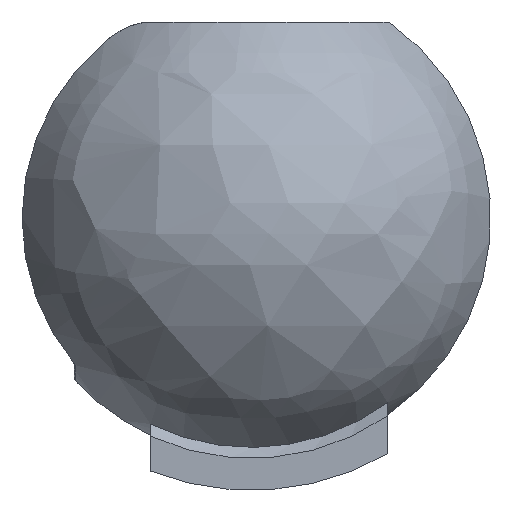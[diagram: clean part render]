
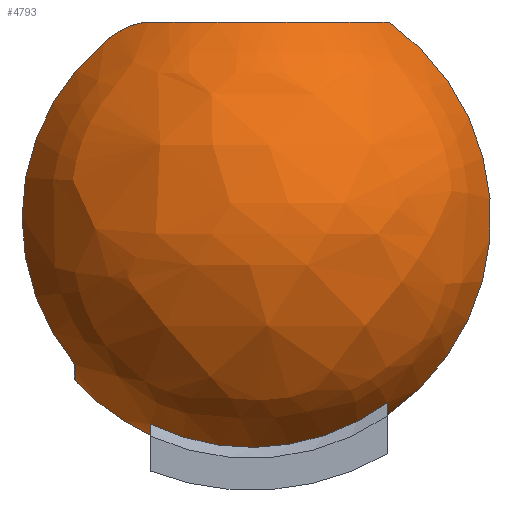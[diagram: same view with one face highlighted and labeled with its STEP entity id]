
A CAD part, front view. The second image highlights one B-rep face of the part: STEP entity #4793.
In plain terms, the highlighted free-form (B-spline) face has degree [3, 3] with [4, 4] control points.
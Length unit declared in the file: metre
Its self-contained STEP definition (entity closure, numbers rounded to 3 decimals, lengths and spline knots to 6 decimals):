
#771=CIRCLE('',#5085,0.088);
#776=CIRCLE('',#5090,0.088);
#786=CIRCLE('',#5100,0.057375);
#787=CIRCLE('',#5101,0.084212);
#788=CIRCLE('',#5102,0.0655);
#789=CIRCLE('',#5103,0.084232);
#790=CIRCLE('',#5104,0.084232);
#791=CIRCLE('',#5105,0.077227);
#831=(
BOUNDED_SURFACE()
B_SPLINE_SURFACE(3,3,((#6493,#6494,#6495,#6496),(#6497,#6498,#6499,#6500),
(#6501,#6502,#6503,#6504),(#6505,#6506,#6507,#6508)),.SPHERICAL_SURF.,.F.,
 .F.,.F.)
B_SPLINE_SURFACE_WITH_KNOTS((4,4),(4,4),(0.,0.816697),(0.081014,
0.437706),.PIECEWISE_BEZIER_KNOTS.)
GEOMETRIC_REPRESENTATION_ITEM()
RATIONAL_B_SPLINE_SURFACE(((0.728,0.407,0.425,
0.782),(0.463,0.259,0.27,
0.497),(0.414,0.231,0.242,
0.445),(0.582,0.325,0.34,
0.625)))
REPRESENTATION_ITEM('')
SURFACE()
);
#1097=ORIENTED_EDGE('',*,*,#2613,.F.);
#1098=ORIENTED_EDGE('',*,*,#2614,.T.);
#1099=ORIENTED_EDGE('',*,*,#2615,.T.);
#1100=ORIENTED_EDGE('',*,*,#2616,.T.);
#1101=ORIENTED_EDGE('',*,*,#2573,.T.);
#1102=ORIENTED_EDGE('',*,*,#2617,.F.);
#1103=ORIENTED_EDGE('',*,*,#2618,.T.);
#1104=ORIENTED_EDGE('',*,*,#2619,.T.);
#1105=ORIENTED_EDGE('',*,*,#2588,.T.);
#2573=EDGE_CURVE('',#3331,#3330,#771,.F.);
#2588=EDGE_CURVE('',#3346,#3345,#776,.F.);
#2613=EDGE_CURVE('',#3367,#3345,#786,.T.);
#2614=EDGE_CURVE('',#3367,#3368,#3758,.T.);
#2615=EDGE_CURVE('',#3368,#3369,#787,.F.);
#2616=EDGE_CURVE('',#3369,#3331,#788,.T.);
#2617=EDGE_CURVE('',#3370,#3330,#789,.F.);
#2618=EDGE_CURVE('',#3370,#3371,#790,.F.);
#2619=EDGE_CURVE('',#3371,#3346,#791,.F.);
#3330=VERTEX_POINT('',#6310);
#3331=VERTEX_POINT('',#6312);
#3345=VERTEX_POINT('',#6356);
#3346=VERTEX_POINT('',#6358);
#3367=VERTEX_POINT('',#6510);
#3368=VERTEX_POINT('',#6528);
#3369=VERTEX_POINT('',#6530);
#3370=VERTEX_POINT('',#6533);
#3371=VERTEX_POINT('',#6535);
#3758=B_SPLINE_CURVE_WITH_KNOTS('',3,(#6511,#6512,#6513,#6514,#6515,#6516,
#6517,#6518,#6519,#6520,#6521,#6522,#6523,#6524,#6525,#6526,#6527),
 .UNSPECIFIED.,.F.,.F.,(4,1,1,1,1,1,1,1,1,1,1,1,1,1,4),(0.,0.125,0.25,0.3125,
0.375,0.4375,0.46875,0.5,0.53125,0.5625,0.625,0.6875,0.75,0.875,1.),
 .UNSPECIFIED.);
#3998=EDGE_LOOP('',(#1097,#1098,#1099,#1100,#1101,#1102,#1103,#1104,#1105));
#4291=FACE_BOUND('',#3998,.T.);
#4793=ADVANCED_FACE('',(#4291),#831,.T.);
#5085=AXIS2_PLACEMENT_3D('',#6311,#5241,#5242);
#5090=AXIS2_PLACEMENT_3D('',#6357,#5256,#5257);
#5100=AXIS2_PLACEMENT_3D('',#6509,#5278,#5279);
#5101=AXIS2_PLACEMENT_3D('',#6529,#5280,#5281);
#5102=AXIS2_PLACEMENT_3D('',#6531,#5282,#5283);
#5103=AXIS2_PLACEMENT_3D('',#6532,#5284,#5285);
#5104=AXIS2_PLACEMENT_3D('',#6534,#5286,#5287);
#5105=AXIS2_PLACEMENT_3D('',#6536,#5288,#5289);
#5241=DIRECTION('',(0.,1.,0.));
#5242=DIRECTION('',(0.,0.,1.));
#5256=DIRECTION('',(0.,1.,0.));
#5257=DIRECTION('',(0.,0.,1.));
#5278=DIRECTION('',(0.,0.,1.));
#5279=DIRECTION('',(1.,0.,0.));
#5280=DIRECTION('',(0.,1.,0.));
#5281=DIRECTION('',(0.,0.,1.));
#5282=DIRECTION('',(1.,0.,0.));
#5283=DIRECTION('',(0.,0.,-1.));
#5284=DIRECTION('',(-1.,0.,0.));
#5285=DIRECTION('',(0.,0.,1.));
#5286=DIRECTION('',(0.,1.,0.));
#5287=DIRECTION('',(0.,0.,1.));
#5288=DIRECTION('',(-1.,0.,0.));
#5289=DIRECTION('',(0.,0.,1.));
#6310=CARTESIAN_POINT('',(-0.037,-0.026833,-0.079844));
#6311=CARTESIAN_POINT('',(0.,-0.026833,0.));
#6312=CARTESIAN_POINT('',(-0.064605,-0.026833,-0.059751));
#6356=CARTESIAN_POINT('',(0.050714,-0.026833,0.071917));
#6357=CARTESIAN_POINT('',(0.,-0.026833,0.));
#6358=CARTESIAN_POINT('',(0.05,-0.026833,-0.072415));
#6493=CARTESIAN_POINT('',(-0.05324,-0.021388,0.071917));
#6494=CARTESIAN_POINT('',(-0.028246,-0.083603,0.071917));
#6495=CARTESIAN_POINT('',(0.037176,-0.077694,0.071917));
#6496=CARTESIAN_POINT('',(0.055097,-0.016007,0.071917));
#6497=CARTESIAN_POINT('',(-0.107211,-0.04307,0.025514));
#6498=CARTESIAN_POINT('',(-0.05688,-0.168355,0.025514));
#6499=CARTESIAN_POINT('',(0.074862,-0.156455,0.025514));
#6500=CARTESIAN_POINT('',(0.110951,-0.032234,0.025514));
#6501=CARTESIAN_POINT('',(-0.103792,-0.041697,-0.053541));
#6502=CARTESIAN_POINT('',(-0.055066,-0.162987,-0.053541));
#6503=CARTESIAN_POINT('',(0.072475,-0.151466,-0.053541));
#6504=CARTESIAN_POINT('',(0.107413,-0.031206,-0.053541));
#6505=CARTESIAN_POINT('',(-0.032412,-0.013021,-0.085111));
#6506=CARTESIAN_POINT('',(-0.017196,-0.050897,-0.085111));
#6507=CARTESIAN_POINT('',(0.022632,-0.047299,-0.085111));
#6508=CARTESIAN_POINT('',(0.033543,-0.009745,-0.085111));
#6509=CARTESIAN_POINT('',(0.,0.,0.071917));
#6510=CARTESIAN_POINT('',(-0.037822,-0.043145,0.071917));
#6511=CARTESIAN_POINT('',(-0.037822,-0.043145,0.071917));
#6512=CARTESIAN_POINT('',(-0.038439,-0.042603,0.071917));
#6513=CARTESIAN_POINT('',(-0.039691,-0.041596,0.071835));
#6514=CARTESIAN_POINT('',(-0.041332,-0.040511,0.071524));
#6515=CARTESIAN_POINT('',(-0.042698,-0.039744,0.071146));
#6516=CARTESIAN_POINT('',(-0.043736,-0.039228,0.070802));
#6517=CARTESIAN_POINT('',(-0.044626,-0.03884,0.070457));
#6518=CARTESIAN_POINT('',(-0.045338,-0.038562,0.070154));
#6519=CARTESIAN_POINT('',(-0.045916,-0.038354,0.069892));
#6520=CARTESIAN_POINT('',(-0.046356,-0.038207,0.069681));
#6521=CARTESIAN_POINT('',(-0.046997,-0.038006,0.069361));
#6522=CARTESIAN_POINT('',(-0.04779,-0.037787,0.06894));
#6523=CARTESIAN_POINT('',(-0.048765,-0.037562,0.068378));
#6524=CARTESIAN_POINT('',(-0.050077,-0.037315,0.067564));
#6525=CARTESIAN_POINT('',(-0.051809,-0.037101,0.066375));
#6526=CARTESIAN_POINT('',(-0.053206,-0.037045,0.065281));
#6527=CARTESIAN_POINT('',(-0.053915,-0.037045,0.06469));
#6528=CARTESIAN_POINT('',(-0.053915,-0.037045,0.06469));
#6529=CARTESIAN_POINT('',(0.,-0.037045,0.));
#6530=CARTESIAN_POINT('',(-0.064605,-0.037045,-0.054017));
#6531=CARTESIAN_POINT('',(-0.064605,0.,0.));
#6532=CARTESIAN_POINT('',(-0.037,0.,0.));
#6533=CARTESIAN_POINT('',(-0.037,-0.037,-0.07567));
#6534=CARTESIAN_POINT('',(0.,-0.037,0.));
#6535=CARTESIAN_POINT('',(0.05,-0.037,-0.067786));
#6536=CARTESIAN_POINT('',(0.05,0.,0.));
